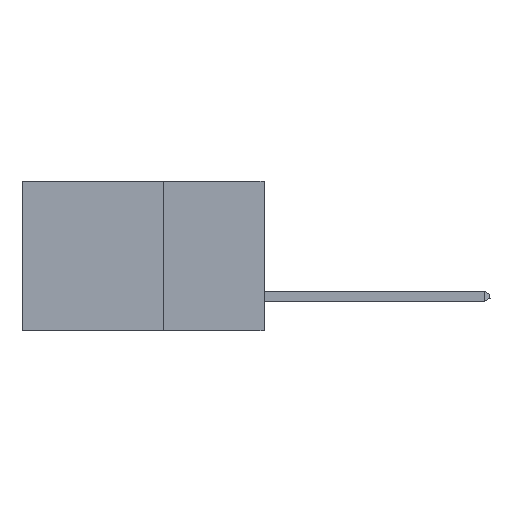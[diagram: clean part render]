
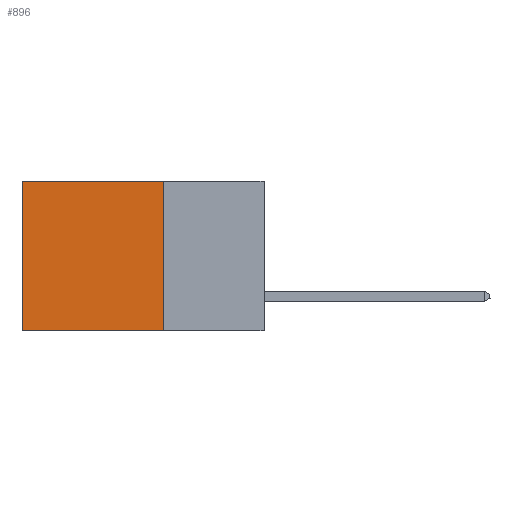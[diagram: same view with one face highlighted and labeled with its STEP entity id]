
A CAD part, left-side view. The second image highlights one B-rep face of the part: STEP entity #896.
In plain terms, the highlighted planar face has unit normal (-1, 0, 0).
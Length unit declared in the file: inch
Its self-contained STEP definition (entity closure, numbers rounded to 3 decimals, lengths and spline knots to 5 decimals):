
#255 = VECTOR ( 'NONE', #18399, 39.37008 ) ;
#771 = VERTEX_POINT ( 'NONE', #16230 ) ;
#841 = EDGE_CURVE ( 'NONE', #21375, #6173, #10502, .T. ) ;
#853 = CARTESIAN_POINT ( 'NONE',  ( 0.298, 0.25, -0.37 ) ) ;
#896 = ADVANCED_FACE ( 'NONE', ( #14257 ), #4410, .F. ) ;
#963 = LINE ( 'NONE', #8892, #8419 ) ;
#1706 = EDGE_CURVE ( 'NONE', #6173, #771, #19162, .T. ) ;
#2742 = CARTESIAN_POINT ( 'NONE',  ( 0.298, 0.25, 0. ) ) ;
#3284 = VECTOR ( 'NONE', #24813, 39.37008 ) ;
#3637 = VECTOR ( 'NONE', #4471, 39.37008 ) ;
#4410 = PLANE ( 'NONE',  #9823 ) ;
#4471 = DIRECTION ( 'NONE',  ( 0., 0., -1. ) ) ;
#4489 = DIRECTION ( 'NONE',  ( 0., 0., -1. ) ) ;
#6173 = VERTEX_POINT ( 'NONE', #16318 ) ;
#6414 = DIRECTION ( 'NONE',  ( 1., 0., 0. ) ) ;
#8172 = CARTESIAN_POINT ( 'NONE',  ( 0.298, 0.6, 0. ) ) ;
#8419 = VECTOR ( 'NONE', #17148, 39.37008 ) ;
#8892 = CARTESIAN_POINT ( 'NONE',  ( 0.298, 0.25, 0. ) ) ;
#9823 = AXIS2_PLACEMENT_3D ( 'NONE', #2742, #6414, #4489 ) ;
#9936 = ORIENTED_EDGE ( 'NONE', *, *, #1706, .F. ) ;
#10374 = CARTESIAN_POINT ( 'NONE',  ( 0.298, 0.6, 0. ) ) ;
#10502 = LINE ( 'NONE', #22456, #255 ) ;
#11724 = LINE ( 'NONE', #10374, #3637 ) ;
#14257 = FACE_OUTER_BOUND ( 'NONE', #18443, .T. ) ;
#14650 = EDGE_CURVE ( 'NONE', #16968, #771, #11724, .T. ) ;
#16230 = CARTESIAN_POINT ( 'NONE',  ( 0.298, 0.6, -0.37 ) ) ;
#16318 = CARTESIAN_POINT ( 'NONE',  ( 0.298, 0.25, -0.37 ) ) ;
#16968 = VERTEX_POINT ( 'NONE', #8172 ) ;
#17148 = DIRECTION ( 'NONE',  ( 0., 1., 0. ) ) ;
#17638 = ORIENTED_EDGE ( 'NONE', *, *, #14650, .T. ) ;
#18399 = DIRECTION ( 'NONE',  ( 0., 0., -1. ) ) ;
#18443 = EDGE_LOOP ( 'NONE', ( #17638, #9936, #21474, #25066 ) ) ;
#19162 = LINE ( 'NONE', #853, #3284 ) ;
#21375 = VERTEX_POINT ( 'NONE', #23954 ) ;
#21474 = ORIENTED_EDGE ( 'NONE', *, *, #841, .F. ) ;
#22456 = CARTESIAN_POINT ( 'NONE',  ( 0.298, 0.25, 0. ) ) ;
#23954 = CARTESIAN_POINT ( 'NONE',  ( 0.298, 0.25, 0. ) ) ;
#24371 = EDGE_CURVE ( 'NONE', #21375, #16968, #963, .T. ) ;
#24813 = DIRECTION ( 'NONE',  ( 0., 1., 0. ) ) ;
#25066 = ORIENTED_EDGE ( 'NONE', *, *, #24371, .T. ) ;
